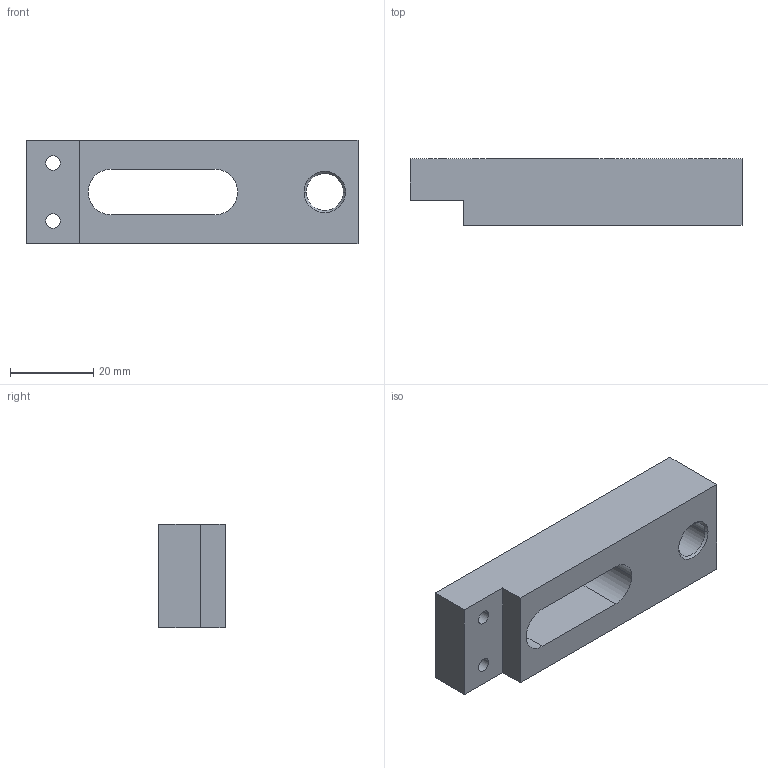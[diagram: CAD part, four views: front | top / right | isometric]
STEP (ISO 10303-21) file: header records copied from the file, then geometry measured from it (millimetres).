
FILE_DESCRIPTION(('STEP AP214'),'1');
FILE_NAME('HALDERN_EH_23190_0053.stp','2018-02-27T08:36:21',('TraceParts'),('TraceParts S.A.'),'Spatial InterOp 3D',' ',' ');
FILE_SCHEMA(('automotive_design'));
Length unit declared in the file: millimetre
Products named in the file (1): HALDERN_EH_23190_0053
Bounding box: 80 x 16 x 25 mm (x, y, z)
Volume: 22932.9 mm3; surface area: 8299.7 mm2
Topology: 1 solids, 1 shells, 28 faces, 70 edges, 44 vertices
Faces by surface type: cylinder 10, plane 10, cone 8
Entity records: 1094 total; most frequent: DIRECTION 156, CARTESIAN_POINT 143, ORIENTED_EDGE 140, EDGE_CURVE 70, AXIS2_PLACEMENT_3D 57, VERTEX_POINT 44, LINE 42, VECTOR 42
